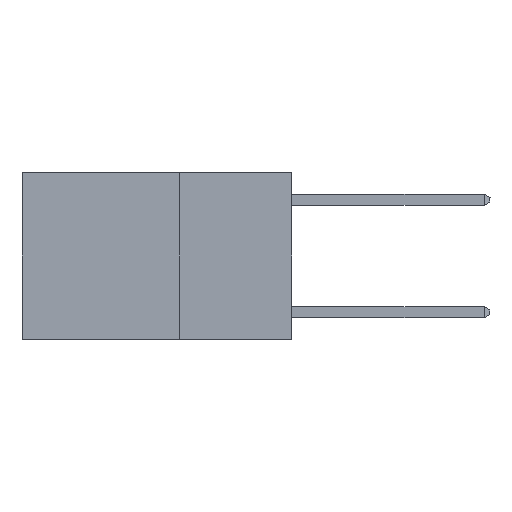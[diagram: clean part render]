
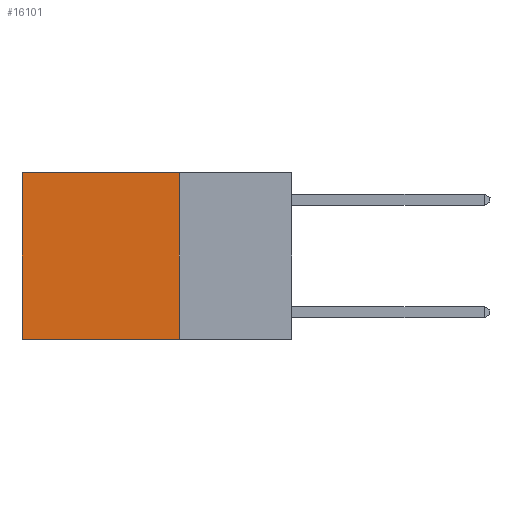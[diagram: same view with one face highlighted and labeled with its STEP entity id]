
A CAD part, left-side view. The second image highlights one B-rep face of the part: STEP entity #16101.
In plain terms, the highlighted planar face has unit normal (-1, 0, 0).
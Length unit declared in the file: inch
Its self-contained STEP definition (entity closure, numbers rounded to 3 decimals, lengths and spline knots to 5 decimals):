
#1030 = ORIENTED_EDGE ( 'NONE', *, *, #1145, .T. ) ;
#1039 = VERTEX_POINT ( 'NONE', #5501 ) ;
#1145 = EDGE_CURVE ( 'NONE', #7143, #2842, #11222, .T. ) ;
#1604 = CARTESIAN_POINT ( 'NONE',  ( 0.2625, 0.25, -0.37 ) ) ;
#1951 = VECTOR ( 'NONE', #7620, 39.37008 ) ;
#2557 = ORIENTED_EDGE ( 'NONE', *, *, #18965, .T. ) ;
#2777 = DIRECTION ( 'NONE',  ( 0., 0., -1. ) ) ;
#2842 = VERTEX_POINT ( 'NONE', #8727 ) ;
#2905 = VERTEX_POINT ( 'NONE', #14144 ) ;
#3196 = DIRECTION ( 'NONE',  ( 0., 0., -1. ) ) ;
#4252 = PLANE ( 'NONE',  #6200 ) ;
#5501 = CARTESIAN_POINT ( 'NONE',  ( 0.2625, 0.6, -0.37 ) ) ;
#5896 = EDGE_CURVE ( 'NONE', #7143, #2905, #9450, .T. ) ;
#5996 = DIRECTION ( 'NONE',  ( 1., 0., 0. ) ) ;
#6200 = AXIS2_PLACEMENT_3D ( 'NONE', #18653, #5996, #2777 ) ;
#6279 = VECTOR ( 'NONE', #13942, 39.37008 ) ;
#6823 = DIRECTION ( 'NONE',  ( 0., 1., 0. ) ) ;
#7143 = VERTEX_POINT ( 'NONE', #16879 ) ;
#7620 = DIRECTION ( 'NONE',  ( 0., 0., -1. ) ) ;
#7689 = CARTESIAN_POINT ( 'NONE',  ( 0.2625, 0.25, 0. ) ) ;
#8727 = CARTESIAN_POINT ( 'NONE',  ( 0.2625, 0.6, 0. ) ) ;
#9102 = EDGE_CURVE ( 'NONE', #2905, #1039, #15888, .T. ) ;
#9379 = LINE ( 'NONE', #18698, #1951 ) ;
#9450 = LINE ( 'NONE', #7689, #17926 ) ;
#10261 = ORIENTED_EDGE ( 'NONE', *, *, #5896, .F. ) ;
#10709 = FACE_OUTER_BOUND ( 'NONE', #19103, .T. ) ;
#11222 = LINE ( 'NONE', #19174, #6279 ) ;
#13942 = DIRECTION ( 'NONE',  ( 0., 1., 0. ) ) ;
#14144 = CARTESIAN_POINT ( 'NONE',  ( 0.2625, 0.25, -0.37 ) ) ;
#15236 = ORIENTED_EDGE ( 'NONE', *, *, #9102, .F. ) ;
#15714 = VECTOR ( 'NONE', #6823, 39.37008 ) ;
#15888 = LINE ( 'NONE', #1604, #15714 ) ;
#16101 = ADVANCED_FACE ( 'NONE', ( #10709 ), #4252, .F. ) ;
#16879 = CARTESIAN_POINT ( 'NONE',  ( 0.2625, 0.25, 0. ) ) ;
#17926 = VECTOR ( 'NONE', #3196, 39.37008 ) ;
#18653 = CARTESIAN_POINT ( 'NONE',  ( 0.2625, 0.25, 0. ) ) ;
#18698 = CARTESIAN_POINT ( 'NONE',  ( 0.2625, 0.6, 0. ) ) ;
#18965 = EDGE_CURVE ( 'NONE', #2842, #1039, #9379, .T. ) ;
#19103 = EDGE_LOOP ( 'NONE', ( #2557, #15236, #10261, #1030 ) ) ;
#19174 = CARTESIAN_POINT ( 'NONE',  ( 0.2625, 0.25, 0. ) ) ;
